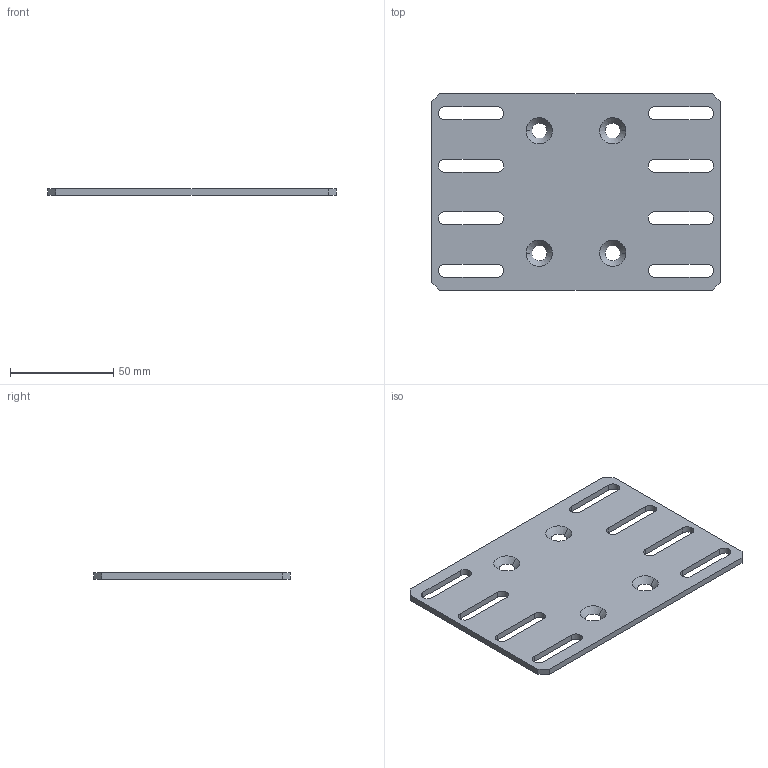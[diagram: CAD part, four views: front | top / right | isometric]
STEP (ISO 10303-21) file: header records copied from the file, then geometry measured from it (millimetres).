
FILE_DESCRIPTION((''),'2;1');
FILE_NAME('KitBot_BBMNT_BOT.stp','2007-01-11T21:23:15',('uidk0133'),(''),'Autodesk Inventor (R) 6.0','Autodesk Inventor (R) 6.0','');
FILE_SCHEMA(('AUTOMOTIVE_DESIGN { 1 0 10303 214 1 1 1 1 }'));
Length unit declared in the file: inch
Products named in the file (1): KitBot_BBMNT_BOT
Bounding box: 139.7 x 95.25 x 3.05 mm (x, y, z)
Volume: 34775 mm3; surface area: 26427.8 mm2
Topology: 1 solids, 1 shells, 58 faces, 160 edges, 104 vertices
Faces by surface type: bspline 24, plane 18, cylinder 12, cone 4
Entity records: 2137 total; most frequent: CARTESIAN_POINT 619, ORIENTED_EDGE 320, DIRECTION 286, EDGE_CURVE 160, VERTEX_POINT 104, VECTOR 104, LINE 104, AXIS2_PLACEMENT_3D 91
